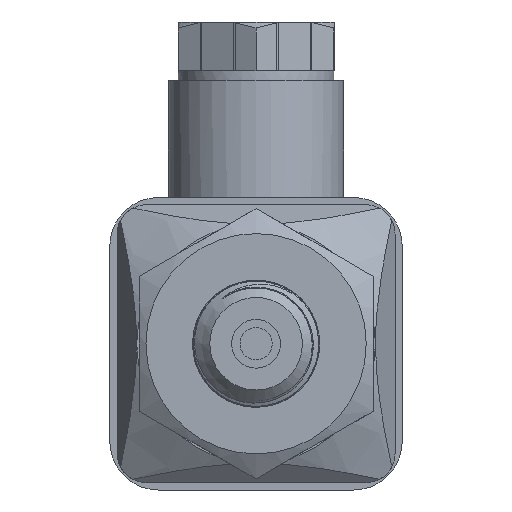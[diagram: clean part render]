
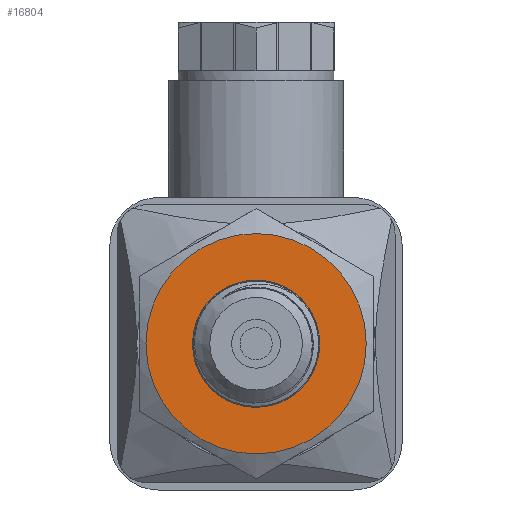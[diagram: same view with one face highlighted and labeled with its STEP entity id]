
A CAD part, left-side view. The second image highlights one B-rep face of the part: STEP entity #16804.
In plain terms, the highlighted planar face has unit normal (-1, 0, 0).
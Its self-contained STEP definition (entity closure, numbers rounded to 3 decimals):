
#186=FACE_BOUND('',#2330,.T.);
#325=PLANE('',#17764);
#1334=FACE_OUTER_BOUND('',#2329,.T.);
#2329=EDGE_LOOP('',(#12892));
#2330=EDGE_LOOP('',(#12893));
#3186=CIRCLE('',#17743,11.3);
#3191=CIRCLE('',#17760,6.5);
#7637=VERTEX_POINT('',#29814);
#7655=VERTEX_POINT('',#34351);
#9530=EDGE_CURVE('',#7637,#7637,#3186,.T.);
#9564=EDGE_CURVE('',#7655,#7655,#3191,.T.);
#12892=ORIENTED_EDGE('',*,*,#9530,.T.);
#12893=ORIENTED_EDGE('',*,*,#9564,.T.);
#16804=ADVANCED_FACE('',(#1334,#186),#325,.T.);
#17743=AXIS2_PLACEMENT_3D('',#29816,#19357,#19358);
#17760=AXIS2_PLACEMENT_3D('',#34352,#19400,#19401);
#17764=AXIS2_PLACEMENT_3D('',#34358,#19408,#19409);
#19357=DIRECTION('center_axis',(-1.,0.,0.));
#19358=DIRECTION('ref_axis',(0.,1.,0.));
#19400=DIRECTION('center_axis',(1.,0.,0.));
#19401=DIRECTION('ref_axis',(0.,0.,-1.));
#19408=DIRECTION('center_axis',(-1.,0.,0.));
#19409=DIRECTION('ref_axis',(0.,0.,1.));
#29814=CARTESIAN_POINT('',(15.,-11.3,0.));
#29816=CARTESIAN_POINT('Origin',(15.,0.,0.));
#34351=CARTESIAN_POINT('',(15.,0.,6.5));
#34352=CARTESIAN_POINT('Origin',(15.,0.,0.));
#34358=CARTESIAN_POINT('Origin',(15.,12.,0.));
